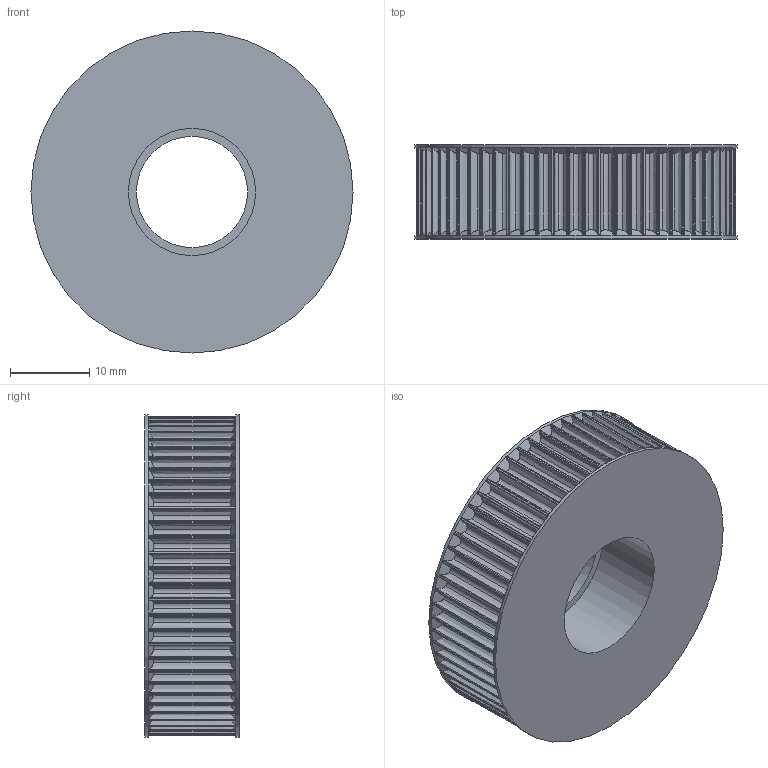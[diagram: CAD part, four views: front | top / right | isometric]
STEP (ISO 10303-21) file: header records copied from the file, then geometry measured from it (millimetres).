
FILE_DESCRIPTION(/* description */ ('','CAx-IF Rec.Pracs.---Representation and Presentation of Product Manufacturing Information (PMI)---4.0---2014-10-13'),/* implementation_level */ '2;1');
FILE_NAME(/* name */ 'idler_wheel.step',/* time_stamp */ '2025-01-30T20:47:44+03:00',/* author */ (''),/* organization */ (''),/* preprocessor_version */ 'ST-DEVELOPER v20',/* originating_system */ 'Autodesk Translation Framework v13.20.0.188',/* authorisation */ '');
FILE_SCHEMA (('AP242_MANAGED_MODEL_BASED_3D_ENGINEERING_MIM_LF { 1 0 10303 442 1 1 4 }'));
Length unit declared in the file: millimetre
Products named in the file (2): idler_pulley; Pulley
Assembly tree (1 placements, depth 2):
  idler_pulley
    Pulley
Bounding box: 40.54 x 11.86 x 40.54 mm (x, y, z)
Volume: 11480 mm3; surface area: 6257.6 mm2
Topology: 1 solids, 27 shells, 471 faces, 1246 edges, 830 vertices
Faces by surface type: bspline 256, cylinder 158, plane 55, cone 2
Full cylindrical faces by diameter (mm): 3.2 x26, 14 x1, 16 x1, 40.536 x2
Entity records: 28926 total; most frequent: CARTESIAN_POINT 19576, ORIENTED_EDGE 2492, EDGE_CURVE 1246, DIRECTION 972, B_SPLINE_CURVE_WITH_KNOTS 898, VERTEX_POINT 830, EDGE_LOOP 474, FACE_OUTER_BOUND 471
